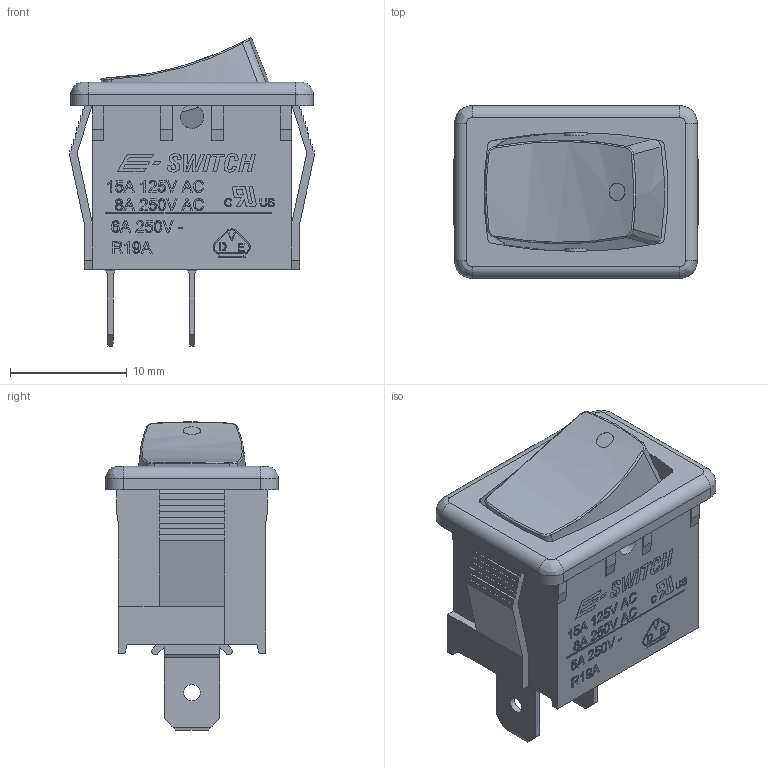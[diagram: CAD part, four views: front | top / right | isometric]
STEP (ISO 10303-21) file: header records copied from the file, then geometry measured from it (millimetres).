
FILE_DESCRIPTION(/* description */ (''),/* implementation_level */ '2;1');
FILE_NAME(/* name */ 'R1966FxxxxxxAG.stp',/* time_stamp */ '2021-05-21T08:04:14-05:00',/* author */ ('mwilliams'),/* organization */ (''),/* preprocessor_version */ 'ST-DEVELOPER v18',/* originating_system */ 'Autodesk Inventor 2020',/* authorisation */ '');
FILE_SCHEMA (('AUTOMOTIVE_DESIGN { 1 0 10303 214 3 1 1 }'));
Length unit declared in the file: inch
Products named in the file (1): M302427_Shrinkwrap_1
Bounding box: 20.94 x 14.8 x 26.41 mm (x, y, z)
Volume: 2247.8 mm3; surface area: 3324.5 mm2
Topology: 4 solids, 4 shells, 895 faces, 2425 edges, 1608 vertices
Faces by surface type: plane 544, bspline 301, cylinder 46, cone 4
Full cylindrical faces by diameter (mm): 1.4 x2, 2 x2
Entity records: 31491 total; most frequent: CARTESIAN_POINT 9908, ORIENTED_EDGE 4850, DIRECTION 3131, EDGE_CURVE 2425, LINE 1697, VECTOR 1697, VERTEX_POINT 1608, EDGE_LOOP 983
